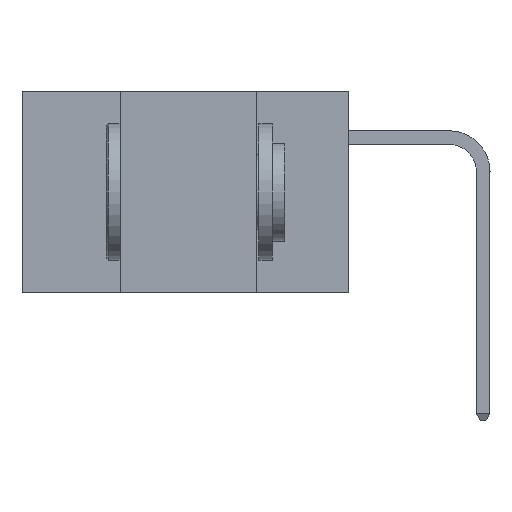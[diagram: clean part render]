
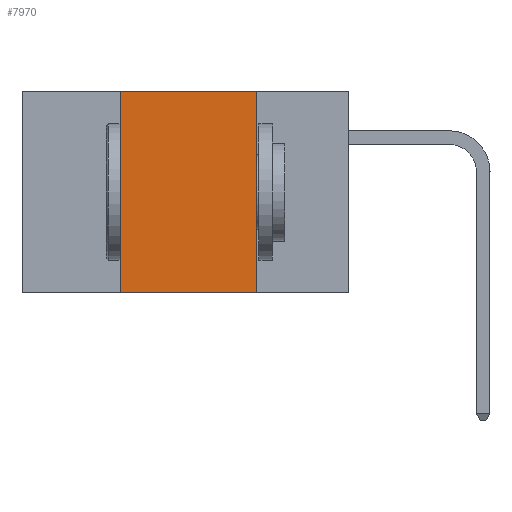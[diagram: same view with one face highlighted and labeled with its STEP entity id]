
A CAD part, left-side view. The second image highlights one B-rep face of the part: STEP entity #7970.
In plain terms, the highlighted planar face has unit normal (-1, 0, 0).
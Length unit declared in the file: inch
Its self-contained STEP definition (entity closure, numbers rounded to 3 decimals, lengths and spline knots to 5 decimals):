
#98 = LINE ( 'NONE', #8058, #3662 ) ;
#632 = VECTOR ( 'NONE', #15970, 39.37008 ) ;
#843 = EDGE_CURVE ( 'NONE', #11566, #12599, #5569, .T. ) ;
#895 = EDGE_CURVE ( 'NONE', #15272, #18821, #4635, .T. ) ;
#2038 = DIRECTION ( 'NONE',  ( 0., 0., -1. ) ) ;
#2264 = ORIENTED_EDGE ( 'NONE', *, *, #13973, .F. ) ;
#3662 = VECTOR ( 'NONE', #9542, 39.37008 ) ;
#4578 = ORIENTED_EDGE ( 'NONE', *, *, #6861, .F. ) ;
#4635 = LINE ( 'NONE', #16104, #632 ) ;
#5569 = LINE ( 'NONE', #17587, #9375 ) ;
#6617 = ORIENTED_EDGE ( 'NONE', *, *, #843, .F. ) ;
#6861 = EDGE_CURVE ( 'NONE', #15272, #11566, #98, .T. ) ;
#7970 = ADVANCED_FACE ( 'NONE', ( #10213 ), #17960, .F. ) ;
#8058 = CARTESIAN_POINT ( 'NONE',  ( 0., 0.42, 0. ) ) ;
#8338 = CARTESIAN_POINT ( 'NONE',  ( 0., 0.42, 0. ) ) ;
#8399 = ORIENTED_EDGE ( 'NONE', *, *, #895, .T. ) ;
#9295 = CARTESIAN_POINT ( 'NONE',  ( 0., 0.6, 0. ) ) ;
#9375 = VECTOR ( 'NONE', #17939, 39.37008 ) ;
#9422 = EDGE_LOOP ( 'NONE', ( #2264, #6617, #4578, #8399 ) ) ;
#9542 = DIRECTION ( 'NONE',  ( 0., 0., 1. ) ) ;
#10213 = FACE_OUTER_BOUND ( 'NONE', #9422, .T. ) ;
#10367 = AXIS2_PLACEMENT_3D ( 'NONE', #9295, #10784, #2038 ) ;
#10485 = CARTESIAN_POINT ( 'NONE',  ( 0., 0.17, -0.37 ) ) ;
#10784 = DIRECTION ( 'NONE',  ( 1., 0., 0. ) ) ;
#11566 = VERTEX_POINT ( 'NONE', #8338 ) ;
#12599 = VERTEX_POINT ( 'NONE', #13787 ) ;
#13787 = CARTESIAN_POINT ( 'NONE',  ( 0., 0.17, 0. ) ) ;
#13973 = EDGE_CURVE ( 'NONE', #12599, #18821, #14597, .T. ) ;
#14060 = CARTESIAN_POINT ( 'NONE',  ( 0., 0.17, 0. ) ) ;
#14124 = DIRECTION ( 'NONE',  ( 0., 0., -1. ) ) ;
#14597 = LINE ( 'NONE', #14060, #15043 ) ;
#15043 = VECTOR ( 'NONE', #14124, 39.37008 ) ;
#15272 = VERTEX_POINT ( 'NONE', #15817 ) ;
#15817 = CARTESIAN_POINT ( 'NONE',  ( 0., 0.42, -0.37 ) ) ;
#15970 = DIRECTION ( 'NONE',  ( 0., -1., 0. ) ) ;
#16104 = CARTESIAN_POINT ( 'NONE',  ( 0., 0.6, -0.37 ) ) ;
#17587 = CARTESIAN_POINT ( 'NONE',  ( 0., 0.6, 0. ) ) ;
#17939 = DIRECTION ( 'NONE',  ( 0., -1., 0. ) ) ;
#17960 = PLANE ( 'NONE',  #10367 ) ;
#18821 = VERTEX_POINT ( 'NONE', #10485 ) ;
